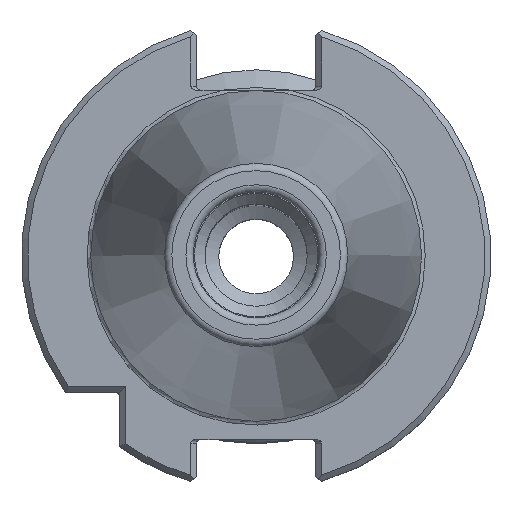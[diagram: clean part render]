
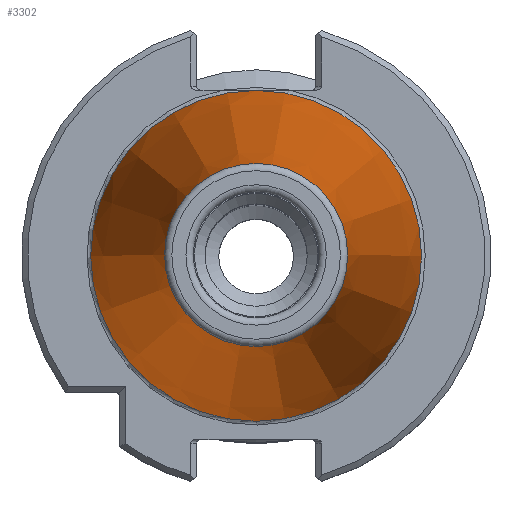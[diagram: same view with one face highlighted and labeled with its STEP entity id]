
A CAD part, top view. The second image highlights one B-rep face of the part: STEP entity #3302.
In plain terms, the highlighted conical face has half-angle 8.297 degrees and reference radius 22.395 mm.
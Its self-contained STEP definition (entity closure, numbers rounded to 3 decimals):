
#64=CONICAL_SURFACE('',#3537,22.395,0.145);
#264=CIRCLE('',#3444,22.395);
#290=CIRCLE('',#3538,12.397);
#855=ORIENTED_EDGE('',*,*,#1216,.F.);
#856=ORIENTED_EDGE('',*,*,#1136,.T.);
#1136=EDGE_CURVE('',#1410,#1410,#264,.T.);
#1216=EDGE_CURVE('',#1445,#1445,#290,.T.);
#1410=VERTEX_POINT('',#4849);
#1445=VERTEX_POINT('',#5081);
#1816=EDGE_LOOP('',(#855));
#1817=EDGE_LOOP('',(#856));
#2030=FACE_BOUND('',#1816,.T.);
#2031=FACE_BOUND('',#1817,.T.);
#3302=ADVANCED_FACE('',(#2030,#2031),#64,.T.);
#3444=AXIS2_PLACEMENT_3D('',#4848,#3891,#3892);
#3537=AXIS2_PLACEMENT_3D('',#5079,#4103,#4104);
#3538=AXIS2_PLACEMENT_3D('',#5080,#4105,#4106);
#3891=DIRECTION('',(0.,0.,1.));
#3892=DIRECTION('',(1.,0.,0.));
#4103=DIRECTION('',(0.,0.,-1.));
#4104=DIRECTION('',(-1.,0.,0.));
#4105=DIRECTION('',(0.,0.,1.));
#4106=DIRECTION('',(1.,0.,0.));
#4848=CARTESIAN_POINT('',(0.,0.,-1.163));
#4849=CARTESIAN_POINT('',(22.395,0.,-1.163));
#5079=CARTESIAN_POINT('',(0.,0.,-1.163));
#5080=CARTESIAN_POINT('',(0.,0.,67.394));
#5081=CARTESIAN_POINT('',(12.397,0.,67.394));
